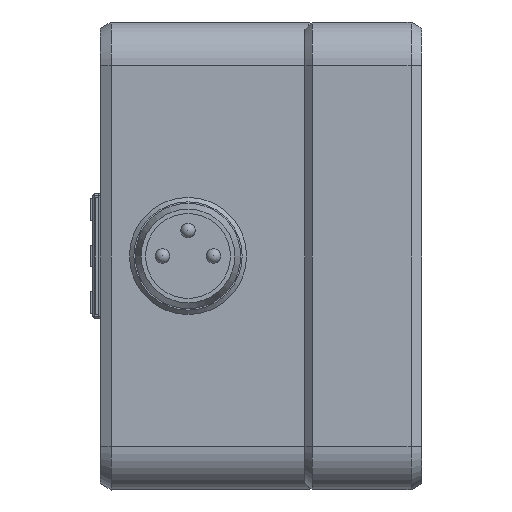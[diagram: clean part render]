
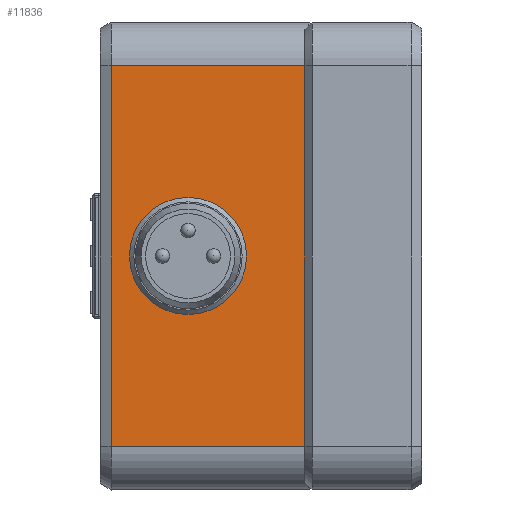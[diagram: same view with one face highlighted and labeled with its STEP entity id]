
A CAD part, left-side view. The second image highlights one B-rep face of the part: STEP entity #11836.
In plain terms, the highlighted planar face has unit normal (-1, 0, 0).
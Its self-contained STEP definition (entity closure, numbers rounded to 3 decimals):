
#172=FACE_BOUND('',#2291,.T.);
#270=CIRCLE('',#12075,3.35);
#925=PLANE('',#12977);
#1568=FACE_OUTER_BOUND('',#2290,.T.);
#2290=EDGE_LOOP('',(#9856,#9857,#9858,#9859));
#2291=EDGE_LOOP('',(#9860));
#3218=LINE('',#19540,#4263);
#3267=LINE('',#19689,#4312);
#3292=LINE('',#19765,#4337);
#3293=LINE('',#19766,#4338);
#4263=VECTOR('',#15643,10.);
#4312=VECTOR('',#15796,10.);
#4337=VECTOR('',#15871,10.);
#4338=VECTOR('',#15872,10.);
#4672=VERTEX_POINT('',#16844);
#5379=VERTEX_POINT('',#19537);
#5380=VERTEX_POINT('',#19539);
#5421=VERTEX_POINT('',#19686);
#5422=VERTEX_POINT('',#19688);
#5718=EDGE_CURVE('',#4672,#4672,#270,.T.);
#6846=EDGE_CURVE('',#5380,#5379,#3218,.T.);
#6915=EDGE_CURVE('',#5421,#5422,#3267,.T.);
#6954=EDGE_CURVE('',#5422,#5379,#3292,.T.);
#6955=EDGE_CURVE('',#5380,#5421,#3293,.T.);
#9856=ORIENTED_EDGE('',*,*,#6846,.T.);
#9857=ORIENTED_EDGE('',*,*,#6954,.F.);
#9858=ORIENTED_EDGE('',*,*,#6915,.F.);
#9859=ORIENTED_EDGE('',*,*,#6955,.F.);
#9860=ORIENTED_EDGE('',*,*,#5718,.T.);
#11836=ADVANCED_FACE('',(#1568,#172),#925,.F.);
#12075=AXIS2_PLACEMENT_3D('',#16845,#13311,#13312);
#12977=AXIS2_PLACEMENT_3D('',#19764,#15869,#15870);
#13311=DIRECTION('center_axis',(1.,0.,0.));
#13312=DIRECTION('ref_axis',(0.,0.,
-1.));
#15643=DIRECTION('',(0.,0.,1.));
#15796=DIRECTION('',(0.,0.,1.));
#15869=DIRECTION('center_axis',(1.,0.,0.));
#15870=DIRECTION('ref_axis',(0.,0.,-1.));
#15871=DIRECTION('',(0.,-1.,0.));
#15872=DIRECTION('',(0.,1.,0.));
#16844=CARTESIAN_POINT('',(-46.,1.5,-12.65));
#16845=CARTESIAN_POINT('Origin',(-46.,1.5,-16.));
#19537=CARTESIAN_POINT('',(-46.,-6.5,-3.));
#19539=CARTESIAN_POINT('',(-46.,-6.5,-29.));
#19540=CARTESIAN_POINT('',(-46.,-6.5,-15.892));
#19686=CARTESIAN_POINT('',(-46.,6.75,-29.));
#19688=CARTESIAN_POINT('',(-46.,6.75,-3.));
#19689=CARTESIAN_POINT('',(-46.,6.75,-15.892));
#19764=CARTESIAN_POINT('Origin',(-46.,7.125,-31.783));
#19765=CARTESIAN_POINT('',(-46.,-3.75,-3.));
#19766=CARTESIAN_POINT('',(-46.,-3.75,-29.));
